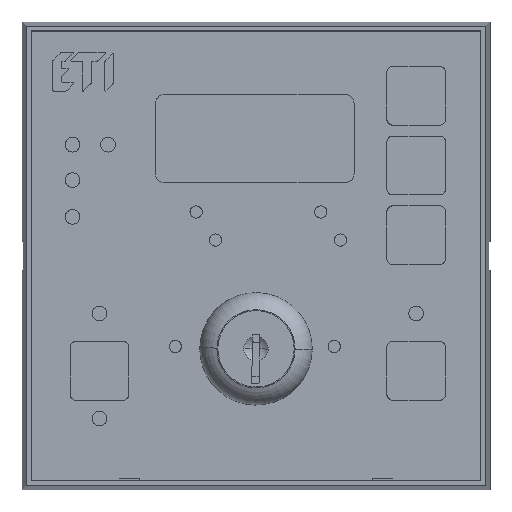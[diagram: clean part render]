
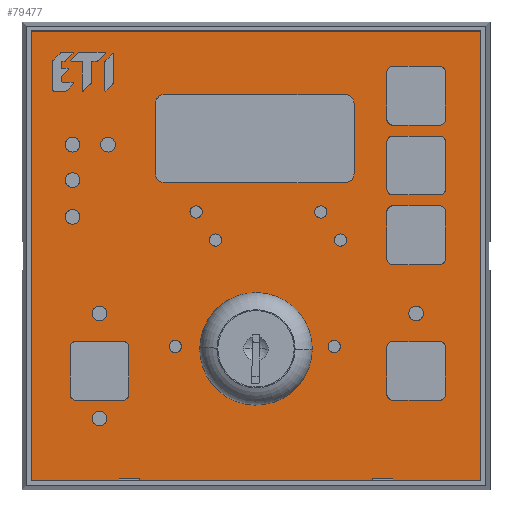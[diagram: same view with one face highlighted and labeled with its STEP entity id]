
A CAD part, top view. The second image highlights one B-rep face of the part: STEP entity #79477.
In plain terms, the highlighted planar face has unit normal (0, 0, 1).
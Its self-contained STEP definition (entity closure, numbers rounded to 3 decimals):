
#79223=DIRECTION('',(0.,1.,0.));
#79224=VECTOR('',#79223,92.);
#79225=CARTESIAN_POINT('',(0.,0.,1.));
#79226=LINE('',#79225,#79224);
#79237=DIRECTION('',(1.,0.,0.));
#79238=VECTOR('',#79237,92.);
#79239=CARTESIAN_POINT('',(0.,92.,1.));
#79240=LINE('',#79239,#79238);
#79251=DIRECTION('',(0.,-1.,0.));
#79252=VECTOR('',#79251,92.);
#79253=CARTESIAN_POINT('',(92.,92.,1.));
#79254=LINE('',#79253,#79252);
#79265=DIRECTION('',(-1.,0.,0.));
#79266=VECTOR('',#79265,92.);
#79267=CARTESIAN_POINT('',(92.,0.,1.));
#79268=LINE('',#79267,#79266);
#79279=CARTESIAN_POINT('',(46.,27.,1.));
#79280=DIRECTION('',(0.,0.,-1.));
#79281=DIRECTION('',(-1.,0.,0.));
#79282=AXIS2_PLACEMENT_3D('',#79279,#79280,#79281);
#79287=CARTESIAN_POINT('',(46.,27.,1.));
#79288=DIRECTION('',(0.,0.,-1.));
#79289=DIRECTION('',(1.,0.,0.));
#79290=AXIS2_PLACEMENT_3D('',#79287,#79288,#79289);
#79307=CARTESIAN_POINT('',(92.,0.,1.));
#79309=VERTEX_POINT('',#79307);
#79310=CARTESIAN_POINT('',(0.,0.,1.));
#79311=VERTEX_POINT('',#79310);
#79312=CARTESIAN_POINT('',(0.,92.,1.));
#79313=VERTEX_POINT('',#79312);
#79314=CARTESIAN_POINT('',(92.,92.,1.));
#79315=VERTEX_POINT('',#79314);
#79316=CARTESIAN_POINT('',(53.5,27.,1.));
#79318=VERTEX_POINT('',#79316);
#79322=CARTESIAN_POINT('',(38.5,27.,1.));
#79324=VERTEX_POINT('',#79322);
#79461=CARTESIAN_POINT('',(0.,92.,1.));
#79462=DIRECTION('',(0.,0.,-1.));
#79463=DIRECTION('',(-1.,0.,0.));
#79464=AXIS2_PLACEMENT_3D('',#79461,#79462,#79463);
#79465=PLANE('',#79464);
#79466=ORIENTED_EDGE('',*,*,#79385,.T.);
#79467=ORIENTED_EDGE('',*,*,#79407,.T.);
#79468=ORIENTED_EDGE('',*,*,#79428,.T.);
#79469=ORIENTED_EDGE('',*,*,#79448,.T.);
#79470=EDGE_LOOP('',(#79466,#79467,#79468,#79469));
#79471=FACE_OUTER_BOUND('',#79470,.F.);
#79473=ORIENTED_EDGE('',*,*,#79472,.F.);
#79474=ORIENTED_EDGE('',*,*,#79335,.F.);
#79475=EDGE_LOOP('',(#79473,#79474));
#79476=FACE_BOUND('',#79475,.F.);
#79283=CIRCLE('',#79282,7.5);
#79291=CIRCLE('',#79290,7.5);
#79335=EDGE_CURVE('',#79318,#79324,#79291,.T.);
#79385=EDGE_CURVE('',#79311,#79313,#79226,.T.);
#79407=EDGE_CURVE('',#79313,#79315,#79240,.T.);
#79428=EDGE_CURVE('',#79315,#79309,#79254,.T.);
#79448=EDGE_CURVE('',#79309,#79311,#79268,.T.);
#79472=EDGE_CURVE('',#79324,#79318,#79283,.T.);
#79477=ADVANCED_FACE('',(#79471,#79476),#79465,.F.);
